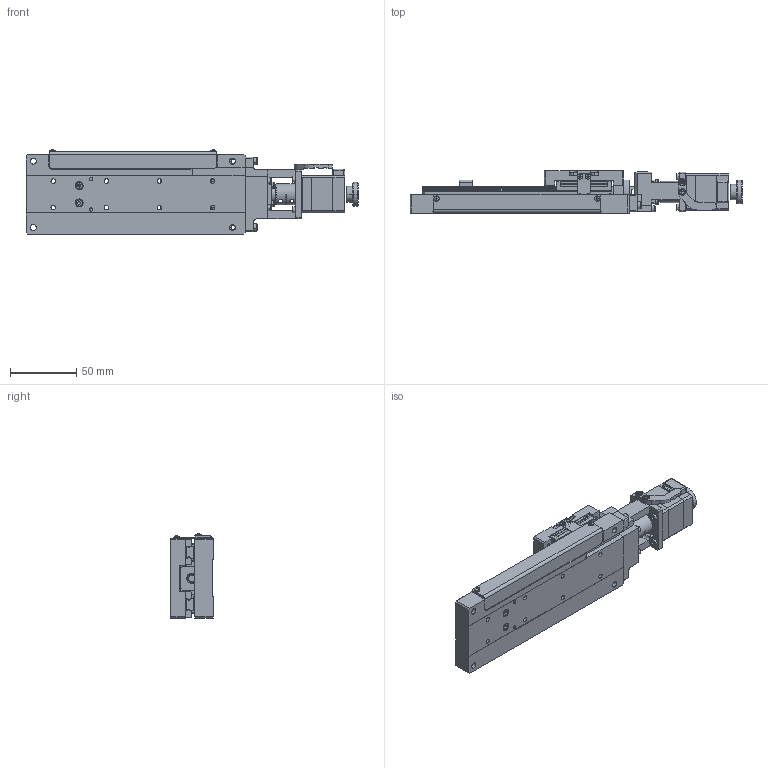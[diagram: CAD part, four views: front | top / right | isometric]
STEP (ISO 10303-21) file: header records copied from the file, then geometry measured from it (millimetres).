
FILE_DESCRIPTION (( 'STEP AP203' ), '1' );
FILE_NAME ('LA100-60.step', '2019-05-06T08:02:17', ( '' ), ( '' ), 'SwSTEP 2.0', 'SolidWorks 2017', '' );
FILE_SCHEMA (( 'CONFIG_CONTROL_DESIGN' ));
Products named in the file (1): LA100-60
Bounding box: 250 x 32 x 63.63 mm (x, y, z)
Surface area: 76064.4 mm2 (no closed solid volume)
Topology: 0 solids, 89 shells, 1104 faces, 4105 edges, 2893 vertices
Faces by surface type: plane 637, cylinder 284, cone 79, torus 75, sphere 28, bspline 1
Entity records: 44620 total; most frequent: CARTESIAN_POINT 10397, DIRECTION 7282, ORIENTED_EDGE 6211, EDGE_CURVE 3985, VERTEX_POINT 2857, VECTOR 2444, LINE 2444, AXIS2_PLACEMENT_3D 2419
